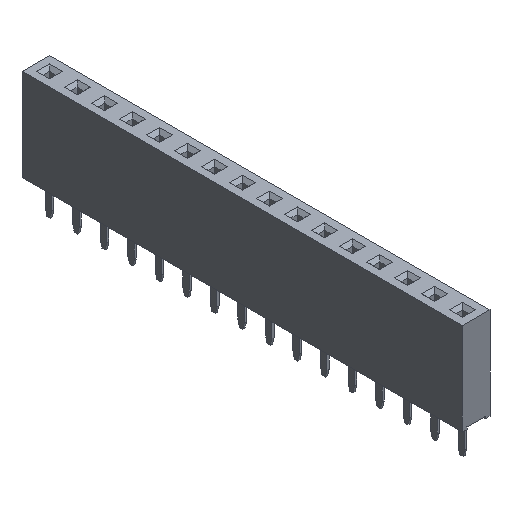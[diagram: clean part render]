
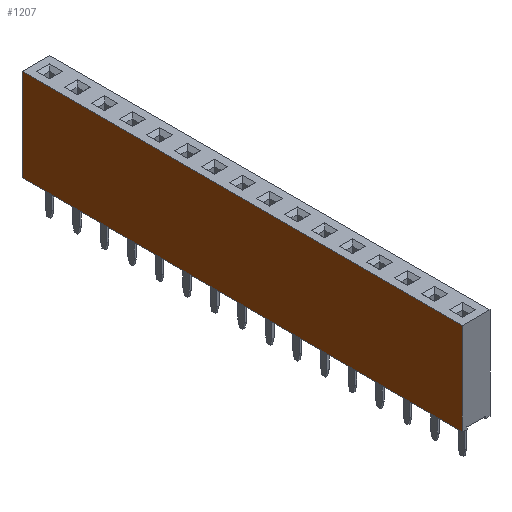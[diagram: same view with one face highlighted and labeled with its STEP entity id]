
A CAD part, isometric view. The second image highlights one B-rep face of the part: STEP entity #1207.
In plain terms, the highlighted planar face has unit normal (-1, 0, 0).
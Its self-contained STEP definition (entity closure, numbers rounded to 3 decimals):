
#13=DIRECTION('',(0.,0.,1.));
#27=VECTOR('',#13,1.);
#51=VERTEX_POINT('',#52);
#52=CARTESIAN_POINT('',(-1.27,-39.37,0.));
#57=DIRECTION('',(1.,0.,0.));
#59=EDGE_CURVE('',#51,#60,#62,.T.);
#60=VERTEX_POINT('',#61);
#61=CARTESIAN_POINT('',(-1.27,-39.37,8.5));
#62=LINE('',#52,#27);
#98=VERTEX_POINT('',#99);
#99=CARTESIAN_POINT('',(-1.27,1.27,8.5));
#102=EDGE_CURVE('',#103,#98,#105,.T.);
#103=VERTEX_POINT('',#104);
#104=CARTESIAN_POINT('',(-1.27,1.27,0.));
#105=LINE('',#104,#27);
#125=DIRECTION('',(0.,-1.,0.));
#141=ORIENTED_EDGE('',*,*,#142,.T.);
#142=EDGE_CURVE('',#98,#60,#143,.T.);
#143=LINE('',#99,#144);
#144=VECTOR('',#125,1.);
#509=EDGE_CURVE('',#103,#51,#510,.T.);
#510=LINE('',#104,#144);
#1207=ADVANCED_FACE('',(#1208),#1213,.F.);
#1208=FACE_BOUND('',#1209,.F.);
#1209=EDGE_LOOP('',(#1210,#141,#1211,#1212));
#1210=ORIENTED_EDGE('',*,*,#102,.T.);
#1211=ORIENTED_EDGE('',*,*,#59,.F.);
#1212=ORIENTED_EDGE('',*,*,#509,.F.);
#1213=PLANE('',#1214);
#1214=AXIS2_PLACEMENT_3D('',#104,#57,#125);
